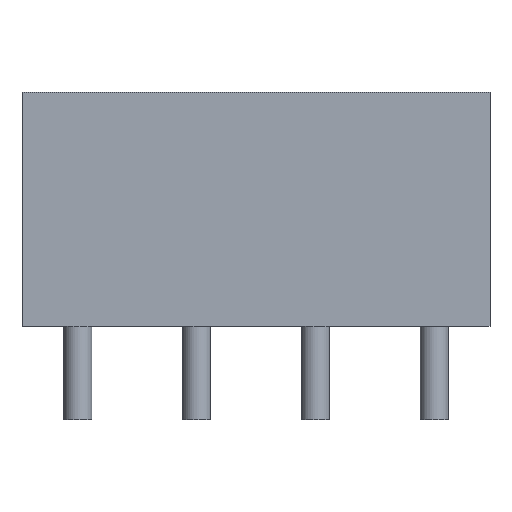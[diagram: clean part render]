
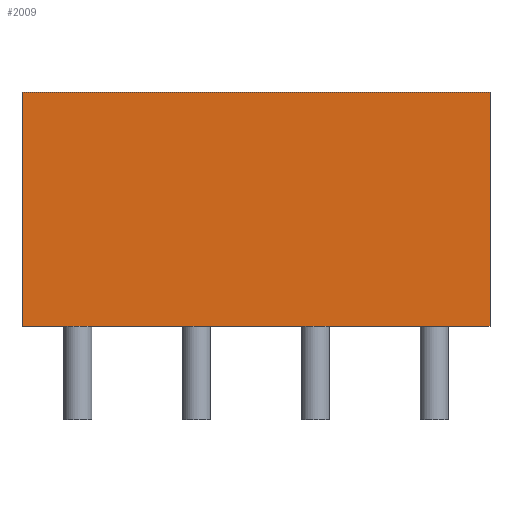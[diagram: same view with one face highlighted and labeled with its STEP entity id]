
A CAD part, front view. The second image highlights one B-rep face of the part: STEP entity #2009.
In plain terms, the highlighted planar face has unit normal (0, -1, 0).
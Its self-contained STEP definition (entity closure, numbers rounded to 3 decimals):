
#44 = DIRECTION ( 'NONE',  ( 1., 0., 0. ) ) ;
#54 = CARTESIAN_POINT ( 'NONE',  ( 0., 0., 5. ) ) ;
#126 = EDGE_LOOP ( 'NONE', ( #448, #449, #447, #450 ) ) ;
#293 = VERTEX_POINT ( 'NONE', #1518 ) ;
#301 = VERTEX_POINT ( 'NONE', #1526 ) ;
#304 = VERTEX_POINT ( 'NONE', #1529 ) ;
#306 = VERTEX_POINT ( 'NONE', #1531 ) ;
#447 = ORIENTED_EDGE ( 'NONE', *, *, #3324, .F. ) ;
#448 = ORIENTED_EDGE ( 'NONE', *, *, #3278, .T. ) ;
#449 = ORIENTED_EDGE ( 'NONE', *, *, #3348, .F. ) ;
#450 = ORIENTED_EDGE ( 'NONE', *, *, #3345, .T. ) ;
#914 = FACE_OUTER_BOUND ( 'NONE', #126, .T. ) ;
#989 = LINE ( 'NONE', #2833, #1268 ) ;
#1013 = LINE ( 'NONE', #54, #1311 ) ;
#1025 = LINE ( 'NONE', #2208, #1332 ) ;
#1026 = LINE ( 'NONE', #2216, #1335 ) ;
#1172 = AXIS2_PLACEMENT_3D ( 'NONE', #2613, #2626, #2624 ) ;
#1268 = VECTOR ( 'NONE', #2841, 1000. ) ;
#1311 = VECTOR ( 'NONE', #44, 1000. ) ;
#1332 = VECTOR ( 'NONE', #2209, 1000. ) ;
#1335 = VECTOR ( 'NONE', #2217, 1000. ) ;
#1518 = CARTESIAN_POINT ( 'NONE',  ( 10., 0., 0. ) ) ;
#1526 = CARTESIAN_POINT ( 'NONE',  ( 0., 0., 0. ) ) ;
#1529 = CARTESIAN_POINT ( 'NONE',  ( 0., 0., 5. ) ) ;
#1531 = CARTESIAN_POINT ( 'NONE',  ( 10., 0., 5. ) ) ;
#2009 = ADVANCED_FACE ( 'NONE', ( #914 ), #2599, .F. ) ;
#2208 = CARTESIAN_POINT ( 'NONE',  ( 0., 0., 5. ) ) ;
#2209 = DIRECTION ( 'NONE',  ( 0., 0., -1. ) ) ;
#2216 = CARTESIAN_POINT ( 'NONE',  ( 10., 0., 5. ) ) ;
#2217 = DIRECTION ( 'NONE',  ( 0., 0., -1. ) ) ;
#2599 = PLANE ( 'NONE',  #1172 ) ;
#2613 = CARTESIAN_POINT ( 'NONE',  ( 0., 0., 5. ) ) ;
#2624 = DIRECTION ( 'NONE',  ( 0., 0., 1. ) ) ;
#2626 = DIRECTION ( 'NONE',  ( 0., 1., 0. ) ) ;
#2833 = CARTESIAN_POINT ( 'NONE',  ( 0., 0., 0. ) ) ;
#2841 = DIRECTION ( 'NONE',  ( 1., 0., 0. ) ) ;
#3278 = EDGE_CURVE ( 'NONE', #301, #293, #989, .T. ) ;
#3324 = EDGE_CURVE ( 'NONE', #304, #306, #1013, .T. ) ;
#3345 = EDGE_CURVE ( 'NONE', #304, #301, #1025, .T. ) ;
#3348 = EDGE_CURVE ( 'NONE', #306, #293, #1026, .T. ) ;
